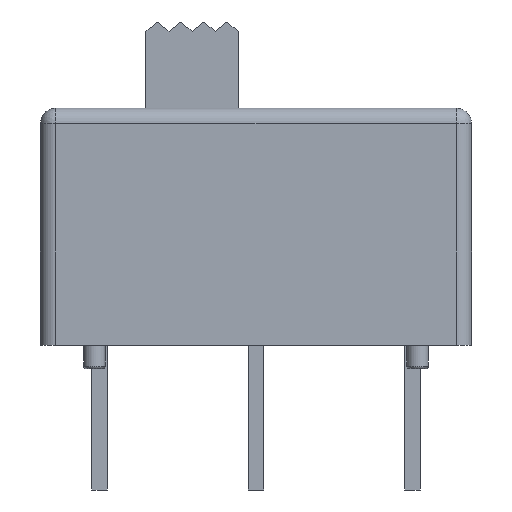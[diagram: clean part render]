
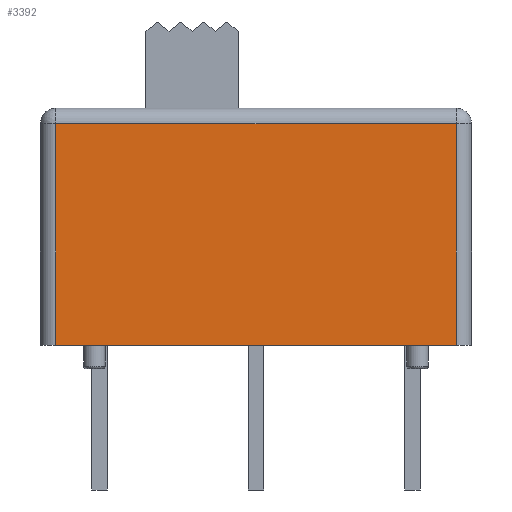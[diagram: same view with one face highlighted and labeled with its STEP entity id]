
A CAD part, front view. The second image highlights one B-rep face of the part: STEP entity #3392.
In plain terms, the highlighted planar face has unit normal (0, -1, 0).
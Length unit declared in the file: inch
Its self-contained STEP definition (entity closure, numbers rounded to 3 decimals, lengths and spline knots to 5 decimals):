
#329=FACE_OUTER_BOUND('',#526,.T.);
#526=EDGE_LOOP('',(#2981,#2982,#2983,#2984));
#886=LINE('',#5423,#1279);
#889=LINE('',#5445,#1282);
#892=LINE('',#5454,#1285);
#931=LINE('',#5584,#1324);
#1279=VECTOR('',#4274,0.51181);
#1282=VECTOR('',#4305,0.28346);
#1285=VECTOR('',#4314,0.28346);
#1324=VECTOR('',#4463,0.51181);
#1585=VERTEX_POINT('',#5417);
#1587=VERTEX_POINT('',#5421);
#1592=VERTEX_POINT('',#5444);
#1595=VERTEX_POINT('',#5452);
#2020=EDGE_CURVE('',#1587,#1585,#886,.T.);
#2031=EDGE_CURVE('',#1592,#1585,#889,.T.);
#2036=EDGE_CURVE('',#1595,#1587,#892,.T.);
#2097=EDGE_CURVE('',#1592,#1595,#931,.T.);
#2981=ORIENTED_EDGE('',*,*,#2097,.F.);
#2982=ORIENTED_EDGE('',*,*,#2031,.T.);
#2983=ORIENTED_EDGE('',*,*,#2020,.F.);
#2984=ORIENTED_EDGE('',*,*,#2036,.F.);
#3175=PLANE('',#3628);
#3392=ADVANCED_FACE('',(#329),#3175,.T.);
#3628=AXIS2_PLACEMENT_3D('',#5583,#4461,#4462);
#4274=DIRECTION('',(1.,0.,0.));
#4305=DIRECTION('',(0.,0.,1.));
#4314=DIRECTION('',(0.,0.,1.));
#4461=DIRECTION('center_axis',(0.,-1.,0.));
#4462=DIRECTION('ref_axis',(0.,0.,-1.));
#4463=DIRECTION('',(-1.,0.,0.));
#5417=CARTESIAN_POINT('',(0.25591,-0.25197,0.28346));
#5421=CARTESIAN_POINT('',(-0.25591,-0.25197,0.28346));
#5423=CARTESIAN_POINT('',(-0.25591,-0.25197,0.28346));
#5444=CARTESIAN_POINT('',(0.25591,-0.25197,0.));
#5445=CARTESIAN_POINT('',(0.25591,-0.25197,0.));
#5452=CARTESIAN_POINT('',(-0.25591,-0.25197,0.));
#5454=CARTESIAN_POINT('',(-0.25591,-0.25197,0.));
#5583=CARTESIAN_POINT('Origin',(-0.2815,-0.25197,0.29764));
#5584=CARTESIAN_POINT('',(0.25591,-0.25197,0.));
